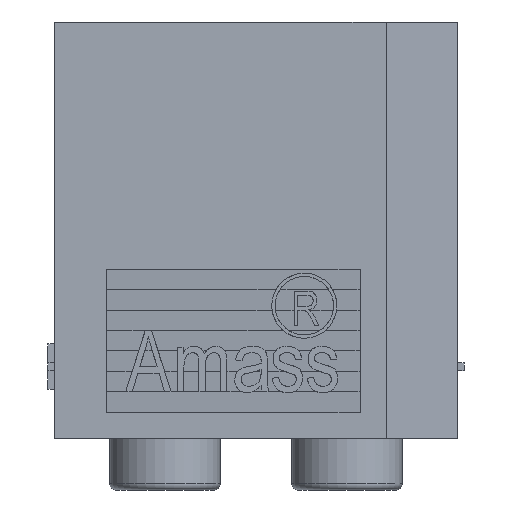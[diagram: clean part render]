
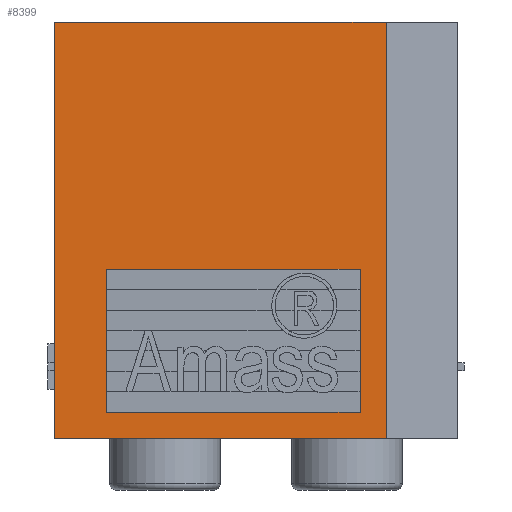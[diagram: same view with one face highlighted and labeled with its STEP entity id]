
A CAD part, front view. The second image highlights one B-rep face of the part: STEP entity #8399.
In plain terms, the highlighted planar face has unit normal (0, -1, 0).
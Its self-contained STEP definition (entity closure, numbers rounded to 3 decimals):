
#401=FACE_BOUND('',#1020,.T.);
#573=FACE_OUTER_BOUND('',#1019,.T.);
#1019=EDGE_LOOP('',(#5838,#5839,#5840,#5841));
#1020=EDGE_LOOP('',(#5842,#5843,#5844,#5845));
#1805=LINE('',#16219,#2657);
#1810=LINE('',#16227,#2662);
#1815=LINE('',#16235,#2667);
#1817=LINE('',#16240,#2669);
#1839=LINE('',#16285,#2691);
#1848=LINE('',#16302,#2700);
#1851=LINE('',#16310,#2703);
#1852=LINE('',#16311,#2704);
#2657=VECTOR('',#9846,5.5);
#2662=VECTOR('',#9853,9.75);
#2667=VECTOR('',#9860,5.5);
#2669=VECTOR('',#9864,16.);
#2691=VECTOR('',#9890,12.75);
#2700=VECTOR('',#9901,12.75);
#2703=VECTOR('',#9910,16.);
#2704=VECTOR('',#9911,9.75);
#3536=VERTEX_POINT('',#16216);
#3537=VERTEX_POINT('',#16218);
#3539=VERTEX_POINT('',#16225);
#3541=VERTEX_POINT('',#16233);
#3542=VERTEX_POINT('',#16237);
#3543=VERTEX_POINT('',#16239);
#3564=VERTEX_POINT('',#16284);
#3571=VERTEX_POINT('',#16301);
#4444=EDGE_CURVE('',#3536,#3537,#1805,.T.);
#4449=EDGE_CURVE('',#3539,#3536,#1810,.T.);
#4454=EDGE_CURVE('',#3541,#3539,#1815,.T.);
#4456=EDGE_CURVE('',#3543,#3542,#1817,.T.);
#4478=EDGE_CURVE('',#3543,#3564,#1839,.T.);
#4487=EDGE_CURVE('',#3542,#3571,#1848,.T.);
#4492=EDGE_CURVE('',#3564,#3571,#1851,.T.);
#4493=EDGE_CURVE('',#3537,#3541,#1852,.T.);
#5838=ORIENTED_EDGE('',*,*,#4487,.T.);
#5839=ORIENTED_EDGE('',*,*,#4492,.F.);
#5840=ORIENTED_EDGE('',*,*,#4478,.F.);
#5841=ORIENTED_EDGE('',*,*,#4456,.T.);
#5842=ORIENTED_EDGE('',*,*,#4493,.F.);
#5843=ORIENTED_EDGE('',*,*,#4444,.F.);
#5844=ORIENTED_EDGE('',*,*,#4449,.F.);
#5845=ORIENTED_EDGE('',*,*,#4454,.F.);
#7660=PLANE('',#8882);
#8399=ADVANCED_FACE('',(#573,#401),#7660,.F.);
#8882=AXIS2_PLACEMENT_3D('',#16309,#9908,#9909);
#9846=DIRECTION('',(0.,0.,-1.));
#9853=DIRECTION('',(-1.,0.,0.));
#9860=DIRECTION('',(0.,0.,1.));
#9864=DIRECTION('',(0.,0.,-1.));
#9890=DIRECTION('',(1.,0.,0.));
#9901=DIRECTION('',(1.,0.,0.));
#9908=DIRECTION('center_axis',(0.,1.,0.));
#9909=DIRECTION('ref_axis',(-1.,0.,0.));
#9910=DIRECTION('',(0.,0.,-1.));
#9911=DIRECTION('',(1.,0.,0.));
#16216=CARTESIAN_POINT('',(-5.75,-4.,6.5));
#16218=CARTESIAN_POINT('',(-5.75,-4.,1.));
#16219=CARTESIAN_POINT('',(-5.75,-4.,6.5));
#16225=CARTESIAN_POINT('',(4.,-4.,6.5));
#16227=CARTESIAN_POINT('',(4.,-4.,6.5));
#16233=CARTESIAN_POINT('',(4.,-4.,1.));
#16235=CARTESIAN_POINT('',(4.,-4.,1.));
#16237=CARTESIAN_POINT('',(-7.75,-4.,0.));
#16239=CARTESIAN_POINT('',(-7.75,-4.,16.));
#16240=CARTESIAN_POINT('',(-7.75,-4.,16.));
#16284=CARTESIAN_POINT('',(5.,-4.,16.));
#16285=CARTESIAN_POINT('',(-7.75,-4.,16.));
#16301=CARTESIAN_POINT('',(5.,-4.,0.));
#16302=CARTESIAN_POINT('',(-7.75,-4.,0.));
#16309=CARTESIAN_POINT('Origin',(5.,-4.,16.));
#16310=CARTESIAN_POINT('',(5.,-4.,16.));
#16311=CARTESIAN_POINT('',(-5.75,-4.,1.));
